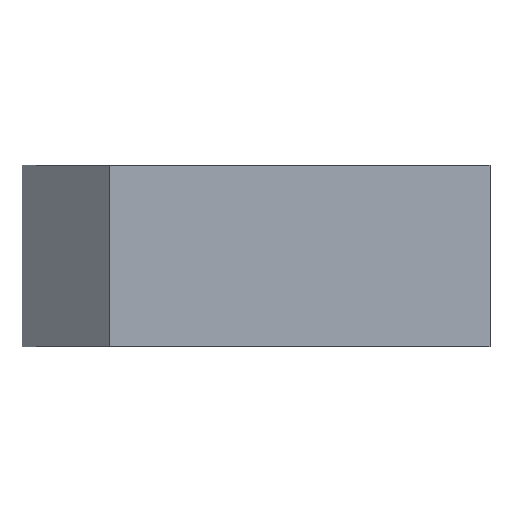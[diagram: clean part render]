
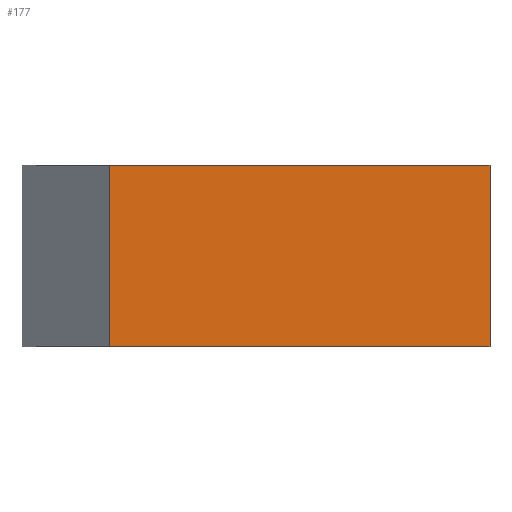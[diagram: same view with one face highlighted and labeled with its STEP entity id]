
A CAD part, left-side view. The second image highlights one B-rep face of the part: STEP entity #177.
In plain terms, the highlighted planar face has unit normal (-1, -0.019, 0).
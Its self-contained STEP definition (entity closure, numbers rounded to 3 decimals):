
#17=PLANE('',#214);
#25=FACE_OUTER_BOUND('',#35,.T.);
#35=EDGE_LOOP('',(#137,#138,#139,#140));
#50=LINE('',#309,#66);
#51=LINE('',#311,#67);
#52=LINE('',#313,#68);
#53=LINE('',#314,#69);
#66=VECTOR('',#253,10.);
#67=VECTOR('',#254,10.);
#68=VECTOR('',#255,10.);
#69=VECTOR('',#256,10.);
#91=VERTEX_POINT('',#307);
#92=VERTEX_POINT('',#308);
#93=VERTEX_POINT('',#310);
#94=VERTEX_POINT('',#312);
#110=EDGE_CURVE('',#91,#92,#50,.T.);
#111=EDGE_CURVE('',#93,#91,#51,.T.);
#112=EDGE_CURVE('',#94,#93,#52,.T.);
#113=EDGE_CURVE('',#92,#94,#53,.T.);
#137=ORIENTED_EDGE('',*,*,#110,.F.);
#138=ORIENTED_EDGE('',*,*,#111,.F.);
#139=ORIENTED_EDGE('',*,*,#112,.F.);
#140=ORIENTED_EDGE('',*,*,#113,.F.);
#177=ADVANCED_FACE('',(#25),#17,.F.);
#214=AXIS2_PLACEMENT_3D('',#306,#251,#252);
#251=DIRECTION('center_axis',(1.,0.019,0.));
#252=DIRECTION('ref_axis',(0.019,-1.,0.));
#253=DIRECTION('',(0.019,-1.,0.));
#254=DIRECTION('',(0.,0.,1.));
#255=DIRECTION('',(-0.019,1.,0.));
#256=DIRECTION('',(0.,0.,-1.));
#306=CARTESIAN_POINT('Origin',(27.43,-72.273,10.));
#307=CARTESIAN_POINT('',(27.43,-72.273,10.));
#308=CARTESIAN_POINT('',(27.829,-93.18,10.));
#309=CARTESIAN_POINT('',(27.531,-77.542,10.));
#310=CARTESIAN_POINT('',(27.43,-72.273,0.));
#311=CARTESIAN_POINT('',(27.43,-72.273,0.));
#312=CARTESIAN_POINT('',(27.829,-93.18,0.));
#313=CARTESIAN_POINT('',(27.531,-77.542,0.));
#314=CARTESIAN_POINT('',(27.829,-93.18,0.));
